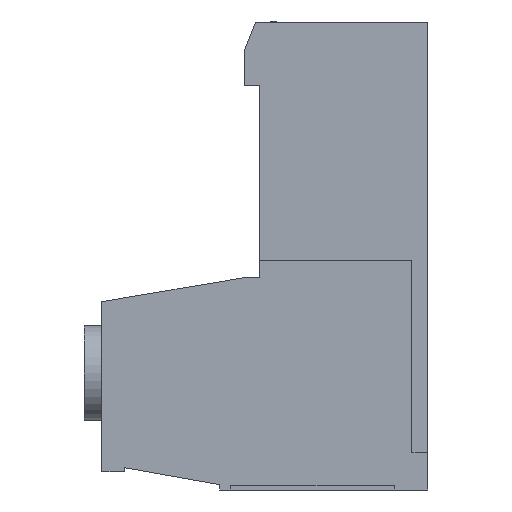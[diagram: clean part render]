
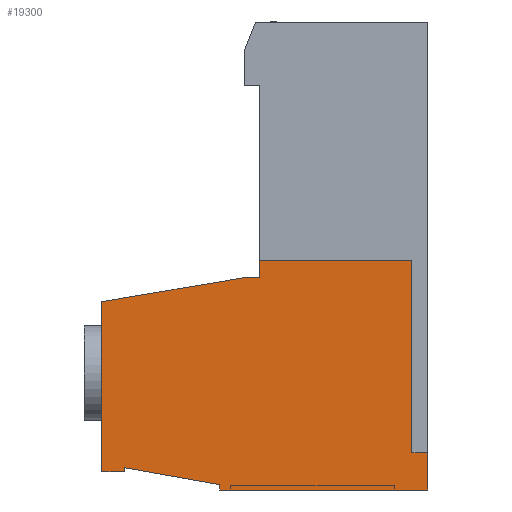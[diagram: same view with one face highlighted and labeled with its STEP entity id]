
A CAD part, left-side view. The second image highlights one B-rep face of the part: STEP entity #19300.
In plain terms, the highlighted planar face has unit normal (-1, 0, 0).
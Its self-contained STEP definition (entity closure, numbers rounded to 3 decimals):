
#467 = ORIENTED_EDGE ( 'NONE', *, *, #25272, .F. ) ;
#639 = LINE ( 'NONE', #20325, #6306 ) ;
#650 = VERTEX_POINT ( 'NONE', #16761 ) ;
#870 = DIRECTION ( 'NONE',  ( 0., -1., 0. ) ) ;
#983 = LINE ( 'NONE', #14114, #11675 ) ;
#1438 = VERTEX_POINT ( 'NONE', #24157 ) ;
#1475 = EDGE_CURVE ( 'NONE', #23073, #14656, #20549, .T. ) ;
#1489 = EDGE_LOOP ( 'NONE', ( #22648, #14077, #19118, #10750, #3058, #4875, #26028, #14199, #17067, #22450, #9745, #467, #18939 ) ) ;
#1958 = EDGE_CURVE ( 'NONE', #20683, #17687, #2113, .T. ) ;
#2113 = LINE ( 'NONE', #17444, #7108 ) ;
#2615 = DIRECTION ( 'NONE',  ( 1., 0., 0. ) ) ;
#2879 = AXIS2_PLACEMENT_3D ( 'NONE', #17583, #2615, #9071 ) ;
#2928 = EDGE_CURVE ( 'NONE', #7814, #20683, #22145, .T. ) ;
#3016 = LINE ( 'NONE', #20924, #13727 ) ;
#3058 = ORIENTED_EDGE ( 'NONE', *, *, #16999, .F. ) ;
#3450 = DIRECTION ( 'NONE',  ( 0., 0., 1. ) ) ;
#3959 = CARTESIAN_POINT ( 'NONE',  ( 0., 9.77, -21.75 ) ) ;
#4172 = EDGE_CURVE ( 'NONE', #17106, #650, #639, .T. ) ;
#4234 = LINE ( 'NONE', #20316, #27057 ) ;
#4255 = LINE ( 'NONE', #19583, #15631 ) ;
#4680 = DIRECTION ( 'NONE',  ( 0., -1., 0. ) ) ;
#4875 = ORIENTED_EDGE ( 'NONE', *, *, #23870, .F. ) ;
#5331 = DIRECTION ( 'NONE',  ( 0., 1., 0. ) ) ;
#5335 = CARTESIAN_POINT ( 'NONE',  ( 0., 14.25, -21.15 ) ) ;
#5360 = CARTESIAN_POINT ( 'NONE',  ( 0., 8.53, -12. ) ) ;
#5422 = CARTESIAN_POINT ( 'NONE',  ( 0., 9.77, -21.75 ) ) ;
#5725 = EDGE_CURVE ( 'NONE', #9933, #25171, #4255, .T. ) ;
#6099 = VERTEX_POINT ( 'NONE', #20725 ) ;
#6306 = VECTOR ( 'NONE', #13959, 1000. ) ;
#6561 = CARTESIAN_POINT ( 'NONE',  ( 0., 15.33, -21.15 ) ) ;
#6690 = CARTESIAN_POINT ( 'NONE',  ( 0., 7.9, -11.2 ) ) ;
#6821 = FACE_OUTER_BOUND ( 'NONE', #1489, .T. ) ;
#6903 = PLANE ( 'NONE',  #2879 ) ;
#6980 = VECTOR ( 'NONE', #7578, 1000. ) ;
#7108 = VECTOR ( 'NONE', #21845, 1000. ) ;
#7578 = DIRECTION ( 'NONE',  ( 0., 0.984, 0.176 ) ) ;
#7814 = VERTEX_POINT ( 'NONE', #5360 ) ;
#8060 = VERTEX_POINT ( 'NONE', #3959 ) ;
#8352 = EDGE_CURVE ( 'NONE', #6099, #7814, #25016, .T. ) ;
#8928 = DIRECTION ( 'NONE',  ( 0., 0., -1. ) ) ;
#9024 = CARTESIAN_POINT ( 'NONE',  ( 0., 0.75, -20.25 ) ) ;
#9071 = DIRECTION ( 'NONE',  ( 0., 0., -1. ) ) ;
#9745 = ORIENTED_EDGE ( 'NONE', *, *, #4172, .F. ) ;
#9933 = VERTEX_POINT ( 'NONE', #25221 ) ;
#10390 = CARTESIAN_POINT ( 'NONE',  ( 0., 7.9, -12. ) ) ;
#10525 = LINE ( 'NONE', #25168, #21228 ) ;
#10750 = ORIENTED_EDGE ( 'NONE', *, *, #8352, .F. ) ;
#11118 = DIRECTION ( 'NONE',  ( 0., 0., -1. ) ) ;
#11675 = VECTOR ( 'NONE', #3450, 1000. ) ;
#11962 = LINE ( 'NONE', #6690, #16325 ) ;
#12769 = CARTESIAN_POINT ( 'NONE',  ( 0., 14.25, -20.95 ) ) ;
#13143 = DIRECTION ( 'NONE',  ( 0., -1., 0. ) ) ;
#13339 = LINE ( 'NONE', #5422, #6980 ) ;
#13477 = DIRECTION ( 'NONE',  ( 0., -0.986, 0.167 ) ) ;
#13593 = VECTOR ( 'NONE', #13477, 1000. ) ;
#13727 = VECTOR ( 'NONE', #23085, 1000. ) ;
#13959 = DIRECTION ( 'NONE',  ( 0., 0., -1. ) ) ;
#14077 = ORIENTED_EDGE ( 'NONE', *, *, #1958, .F. ) ;
#14114 = CARTESIAN_POINT ( 'NONE',  ( 0., 15.33, -21.15 ) ) ;
#14199 = ORIENTED_EDGE ( 'NONE', *, *, #17164, .F. ) ;
#14656 = VERTEX_POINT ( 'NONE', #5335 ) ;
#15097 = VECTOR ( 'NONE', #4680, 1000. ) ;
#15631 = VECTOR ( 'NONE', #8928, 1000. ) ;
#16325 = VECTOR ( 'NONE', #13143, 1000. ) ;
#16761 = CARTESIAN_POINT ( 'NONE',  ( 0., 0., -22. ) ) ;
#16999 = EDGE_CURVE ( 'NONE', #21893, #6099, #983, .T. ) ;
#17067 = ORIENTED_EDGE ( 'NONE', *, *, #21144, .F. ) ;
#17106 = VERTEX_POINT ( 'NONE', #24549 ) ;
#17164 = EDGE_CURVE ( 'NONE', #8060, #23073, #13339, .T. ) ;
#17416 = CARTESIAN_POINT ( 'NONE',  ( 0., 8.53, -12. ) ) ;
#17444 = CARTESIAN_POINT ( 'NONE',  ( 0., 7.9, -12. ) ) ;
#17583 = CARTESIAN_POINT ( 'NONE',  ( 0., 0., 0. ) ) ;
#17598 = CARTESIAN_POINT ( 'NONE',  ( 0., 14.25, -20.95 ) ) ;
#17687 = VERTEX_POINT ( 'NONE', #24419 ) ;
#18939 = ORIENTED_EDGE ( 'NONE', *, *, #5725, .F. ) ;
#19118 = ORIENTED_EDGE ( 'NONE', *, *, #2928, .F. ) ;
#19300 = ADVANCED_FACE ( 'NONE', ( #6821 ), #6903, .F. ) ;
#19583 = CARTESIAN_POINT ( 'NONE',  ( 0., 0.75, -11.2 ) ) ;
#19848 = CARTESIAN_POINT ( 'NONE',  ( 0., 15.33, -13.15 ) ) ;
#20316 = CARTESIAN_POINT ( 'NONE',  ( 0., 14.25, -21.15 ) ) ;
#20325 = CARTESIAN_POINT ( 'NONE',  ( 0., 0., 0. ) ) ;
#20549 = LINE ( 'NONE', #17598, #26276 ) ;
#20683 = VERTEX_POINT ( 'NONE', #10390 ) ;
#20725 = CARTESIAN_POINT ( 'NONE',  ( 0., 15.33, -13.15 ) ) ;
#20924 = CARTESIAN_POINT ( 'NONE',  ( 0., 9.77, -22. ) ) ;
#21144 = EDGE_CURVE ( 'NONE', #1438, #8060, #3016, .T. ) ;
#21228 = VECTOR ( 'NONE', #27319, 1000. ) ;
#21845 = DIRECTION ( 'NONE',  ( 0., 0., 1. ) ) ;
#21893 = VERTEX_POINT ( 'NONE', #6561 ) ;
#21990 = VECTOR ( 'NONE', #870, 1000. ) ;
#22145 = LINE ( 'NONE', #17416, #15097 ) ;
#22450 = ORIENTED_EDGE ( 'NONE', *, *, #26584, .F. ) ;
#22648 = ORIENTED_EDGE ( 'NONE', *, *, #24827, .F. ) ;
#23073 = VERTEX_POINT ( 'NONE', #12769 ) ;
#23085 = DIRECTION ( 'NONE',  ( 0., 0., 1. ) ) ;
#23870 = EDGE_CURVE ( 'NONE', #14656, #21893, #4234, .T. ) ;
#24157 = CARTESIAN_POINT ( 'NONE',  ( 0., 9.77, -22. ) ) ;
#24419 = CARTESIAN_POINT ( 'NONE',  ( 0., 7.9, -11.2 ) ) ;
#24549 = CARTESIAN_POINT ( 'NONE',  ( 0., 0., -20.25 ) ) ;
#24827 = EDGE_CURVE ( 'NONE', #17687, #9933, #11962, .T. ) ;
#25016 = LINE ( 'NONE', #19848, #13593 ) ;
#25168 = CARTESIAN_POINT ( 'NONE',  ( 0., 0., -22. ) ) ;
#25171 = VERTEX_POINT ( 'NONE', #9024 ) ;
#25221 = CARTESIAN_POINT ( 'NONE',  ( 0., 0.75, -11.2 ) ) ;
#25272 = EDGE_CURVE ( 'NONE', #25171, #17106, #27718, .T. ) ;
#26028 = ORIENTED_EDGE ( 'NONE', *, *, #1475, .F. ) ;
#26276 = VECTOR ( 'NONE', #11118, 1000. ) ;
#26449 = CARTESIAN_POINT ( 'NONE',  ( 0., 0.75, -20.25 ) ) ;
#26584 = EDGE_CURVE ( 'NONE', #650, #1438, #10525, .T. ) ;
#27057 = VECTOR ( 'NONE', #5331, 1000. ) ;
#27319 = DIRECTION ( 'NONE',  ( 0., 1., 0. ) ) ;
#27718 = LINE ( 'NONE', #26449, #21990 ) ;
